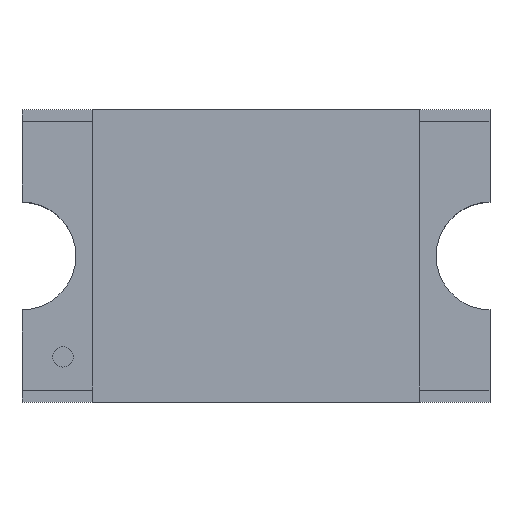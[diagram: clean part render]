
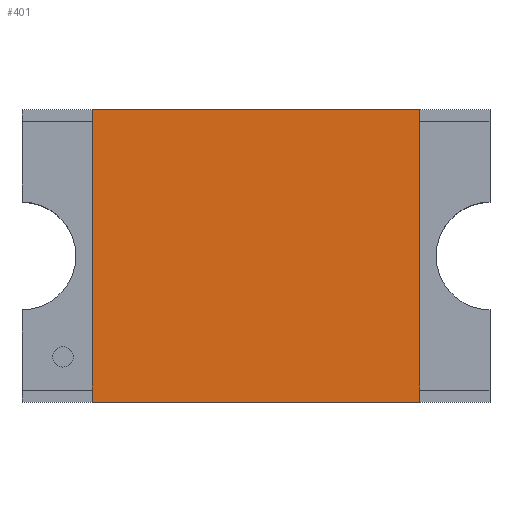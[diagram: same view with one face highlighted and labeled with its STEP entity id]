
A CAD part, top view. The second image highlights one B-rep face of the part: STEP entity #401.
In plain terms, the highlighted planar face has unit normal (0, 0, 1).
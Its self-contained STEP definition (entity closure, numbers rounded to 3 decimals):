
#13=DIRECTION('',(0.,0.,1.));
#17=DIRECTION('',(1.,0.,0.));
#52=VECTOR('',#17,1.);
#63=DIRECTION('',(0.,1.,0.));
#73=VECTOR('',#74,1.);
#74=DIRECTION('',(0.,-1.,0.));
#94=VECTOR('',#95,1.);
#95=DIRECTION('',(-1.,0.,0.));
#232=VECTOR('',#63,1.);
#324=VERTEX_POINT('',#325);
#325=CARTESIAN_POINT('',(-0.7,0.625,0.5));
#327=ORIENTED_EDGE('',*,*,#328,.T.);
#328=EDGE_CURVE('',#324,#329,#331,.T.);
#329=VERTEX_POINT('',#330);
#330=CARTESIAN_POINT('',(-0.7,-0.625,0.5));
#331=LINE('',#325,#73);
#346=ORIENTED_EDGE('',*,*,#347,.T.);
#347=EDGE_CURVE('',#329,#348,#350,.T.);
#348=VERTEX_POINT('',#349);
#349=CARTESIAN_POINT('',(0.7,-0.625,0.5));
#350=LINE('',#330,#52);
#365=ORIENTED_EDGE('',*,*,#366,.T.);
#366=EDGE_CURVE('',#348,#367,#369,.T.);
#367=VERTEX_POINT('',#368);
#368=CARTESIAN_POINT('',(0.7,0.625,0.5));
#369=LINE('',#349,#232);
#384=ORIENTED_EDGE('',*,*,#385,.T.);
#385=EDGE_CURVE('',#367,#324,#386,.T.);
#386=LINE('',#368,#94);
#401=ADVANCED_FACE('',(#402),#404,.T.);
#402=FACE_BOUND('',#403,.T.);
#403=EDGE_LOOP('',(#327,#346,#365,#384));
#404=PLANE('',#405);
#405=AXIS2_PLACEMENT_3D('',#406,#13,#17);
#406=CARTESIAN_POINT('',(0.,0.,0.5));
